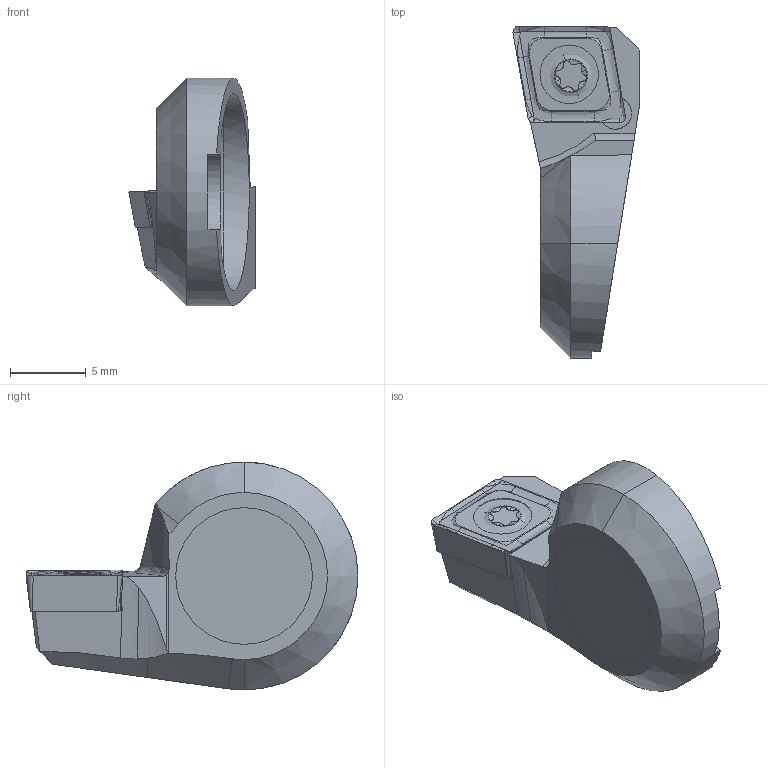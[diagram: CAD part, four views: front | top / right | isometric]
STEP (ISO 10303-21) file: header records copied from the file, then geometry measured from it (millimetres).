
FILE_DESCRIPTION (( 'STEP AP203' ), '1' );
FILE_NAME ('F25.WCA.001.006.STEP', '2018-02-27T07:01:17', ( 'SWIAdmin' ), ( 'Hewlett-Packard Company' ), 'SwSTEP 2.0', 'SolidWorks 2017', '' );
FILE_SCHEMA (( 'CONFIG_CONTROL_DESIGN' ));
Length unit declared in the file: millimetre
Products named in the file (4): CCMT060204; WCA-ER2.001.006_A; F25.WCA.001.006; F25-WCA.001.006_C_fertigbearbeitet
Assembly tree (3 placements, depth 2):
  F25.WCA.001.006
    F25-WCA.001.006_C_fertigbearbeitet
    CCMT060204
    WCA-ER2.001.006_A
Bounding box: 8.3 x 21.85 x 15 mm (x, y, z)
Volume: 873.7 mm3; surface area: 1310.5 mm2
Topology: 5 solids, 5 shells, 147 faces, 367 edges, 227 vertices
Faces by surface type: plane 48, cylinder 45, cone 28, torus 12, bspline 12, sphere 2
Entity records: 5040 total; most frequent: CARTESIAN_POINT 1298, ORIENTED_EDGE 726, DIRECTION 672, EDGE_CURVE 363, AXIS2_PLACEMENT_3D 257, VERTEX_POINT 227, VECTOR 158, LINE 158
